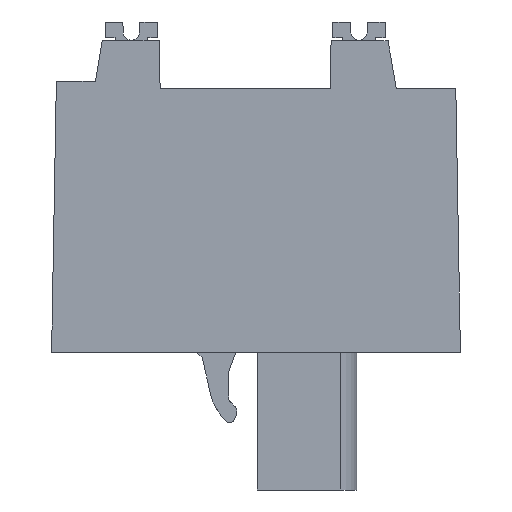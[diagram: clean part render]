
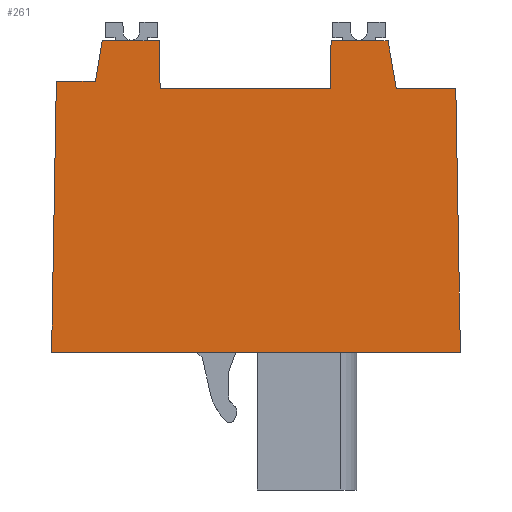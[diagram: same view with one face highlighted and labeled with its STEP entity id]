
A CAD part, left-side view. The second image highlights one B-rep face of the part: STEP entity #261.
In plain terms, the highlighted planar face has unit normal (-1, 0, 0).
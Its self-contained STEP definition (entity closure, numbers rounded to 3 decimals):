
#177=AXIS2_PLACEMENT_3D('Plane Axis2P3D',#174,#175,#176) ;
#40=CARTESIAN_POINT('Vertex',(0.,21.679,27.192)) ;
#45=CARTESIAN_POINT('Line Origine',(0.,19.954,27.192)) ;
#49=CARTESIAN_POINT('Vertex',(0.,18.23,27.192)) ;
#124=CARTESIAN_POINT('Vertex',(0.,22.101,24.742)) ;
#127=CARTESIAN_POINT('Line Origine',(0.,21.89,25.967)) ;
#174=CARTESIAN_POINT('Axis2P3D Location',(0.,0.,0.)) ;
#179=CARTESIAN_POINT('Line Origine',(0.,18.204,25.742)) ;
#183=CARTESIAN_POINT('Vertex',(0.,18.179,24.292)) ;
#186=CARTESIAN_POINT('Line Origine',(0.,23.281,24.742)) ;
#190=CARTESIAN_POINT('Vertex',(0.,24.461,24.742)) ;
#193=CARTESIAN_POINT('Line Origine',(0.,24.604,16.546)) ;
#197=CARTESIAN_POINT('Vertex',(0.,24.747,8.35)) ;
#200=CARTESIAN_POINT('Line Origine',(0.,12.373,8.35)) ;
#204=CARTESIAN_POINT('Vertex',(0.,0.,8.35)) ;
#207=CARTESIAN_POINT('Line Origine',(0.,0.139,16.321)) ;
#211=CARTESIAN_POINT('Vertex',(0.,0.278,24.292)) ;
#214=CARTESIAN_POINT('Line Origine',(0.,2.079,24.292)) ;
#218=CARTESIAN_POINT('Vertex',(0.,3.879,24.292)) ;
#221=CARTESIAN_POINT('Line Origine',(0.,4.129,25.742)) ;
#225=CARTESIAN_POINT('Vertex',(0.,4.379,27.192)) ;
#228=CARTESIAN_POINT('Line Origine',(0.,6.104,27.192)) ;
#232=CARTESIAN_POINT('Vertex',(0.,7.828,27.192)) ;
#235=CARTESIAN_POINT('Line Origine',(0.,7.854,25.742)) ;
#239=CARTESIAN_POINT('Vertex',(0.,7.879,24.292)) ;
#242=CARTESIAN_POINT('Line Origine',(0.,13.029,24.292)) ;
#46=DIRECTION('Vector Direction',(0.,-1.,0.)) ;
#128=DIRECTION('Vector Direction',(0.,-0.17,0.985)) ;
#175=DIRECTION('Axis2P3D Direction',(-1.,0.,0.)) ;
#176=DIRECTION('Axis2P3D XDirection',(0.,0.,1.)) ;
#180=DIRECTION('Vector Direction',(0.,-0.017,-1.)) ;
#187=DIRECTION('Vector Direction',(0.,-1.,0.)) ;
#194=DIRECTION('Vector Direction',(0.,0.017,-1.)) ;
#201=DIRECTION('Vector Direction',(0.,-1.,0.)) ;
#208=DIRECTION('Vector Direction',(0.,0.017,1.)) ;
#215=DIRECTION('Vector Direction',(0.,-1.,0.)) ;
#222=DIRECTION('Vector Direction',(0.,-0.17,-0.985)) ;
#229=DIRECTION('Vector Direction',(0.,-1.,0.)) ;
#236=DIRECTION('Vector Direction',(0.,-0.017,1.)) ;
#243=DIRECTION('Vector Direction',(0.,-1.,0.)) ;
#47=VECTOR('Line Direction',#46,1.) ;
#129=VECTOR('Line Direction',#128,1.) ;
#181=VECTOR('Line Direction',#180,1.) ;
#188=VECTOR('Line Direction',#187,1.) ;
#195=VECTOR('Line Direction',#194,1.) ;
#202=VECTOR('Line Direction',#201,1.) ;
#209=VECTOR('Line Direction',#208,1.) ;
#216=VECTOR('Line Direction',#215,1.) ;
#223=VECTOR('Line Direction',#222,1.) ;
#230=VECTOR('Line Direction',#229,1.) ;
#237=VECTOR('Line Direction',#236,1.) ;
#244=VECTOR('Line Direction',#243,1.) ;
#248=ORIENTED_EDGE('',*,*,#185,.T.) ;
#249=ORIENTED_EDGE('',*,*,#51,.T.) ;
#250=ORIENTED_EDGE('',*,*,#131,.T.) ;
#251=ORIENTED_EDGE('',*,*,#192,.T.) ;
#252=ORIENTED_EDGE('',*,*,#199,.T.) ;
#253=ORIENTED_EDGE('',*,*,#206,.T.) ;
#254=ORIENTED_EDGE('',*,*,#213,.T.) ;
#255=ORIENTED_EDGE('',*,*,#220,.T.) ;
#256=ORIENTED_EDGE('',*,*,#227,.T.) ;
#257=ORIENTED_EDGE('',*,*,#234,.T.) ;
#258=ORIENTED_EDGE('',*,*,#241,.T.) ;
#259=ORIENTED_EDGE('',*,*,#246,.T.) ;
#261=ADVANCED_FACE('HOUSING',(#260),#178,.T.) ;
#51=EDGE_CURVE('',#50,#41,#48,.F.) ;
#131=EDGE_CURVE('',#41,#125,#130,.F.) ;
#185=EDGE_CURVE('',#184,#50,#182,.F.) ;
#192=EDGE_CURVE('',#125,#191,#189,.F.) ;
#199=EDGE_CURVE('',#191,#198,#196,.T.) ;
#206=EDGE_CURVE('',#198,#205,#203,.T.) ;
#213=EDGE_CURVE('',#205,#212,#210,.T.) ;
#220=EDGE_CURVE('',#212,#219,#217,.F.) ;
#227=EDGE_CURVE('',#219,#226,#224,.F.) ;
#234=EDGE_CURVE('',#226,#233,#231,.F.) ;
#241=EDGE_CURVE('',#233,#240,#238,.F.) ;
#246=EDGE_CURVE('',#240,#184,#245,.F.) ;
#247=EDGE_LOOP('',(#248,#249,#250,#251,#252,#253,#254,#255,#256,#257,#258,#259)) ;
#260=FACE_OUTER_BOUND('',#247,.T.) ;
#48=LINE('Line',#45,#47) ;
#130=LINE('Line',#127,#129) ;
#182=LINE('Line',#179,#181) ;
#189=LINE('Line',#186,#188) ;
#196=LINE('Line',#193,#195) ;
#203=LINE('Line',#200,#202) ;
#210=LINE('Line',#207,#209) ;
#217=LINE('Line',#214,#216) ;
#224=LINE('Line',#221,#223) ;
#231=LINE('Line',#228,#230) ;
#238=LINE('Line',#235,#237) ;
#245=LINE('Line',#242,#244) ;
#178=PLANE('',#177) ;
#41=VERTEX_POINT('',#40) ;
#50=VERTEX_POINT('',#49) ;
#125=VERTEX_POINT('',#124) ;
#184=VERTEX_POINT('',#183) ;
#191=VERTEX_POINT('',#190) ;
#198=VERTEX_POINT('',#197) ;
#205=VERTEX_POINT('',#204) ;
#212=VERTEX_POINT('',#211) ;
#219=VERTEX_POINT('',#218) ;
#226=VERTEX_POINT('',#225) ;
#233=VERTEX_POINT('',#232) ;
#240=VERTEX_POINT('',#239) ;
